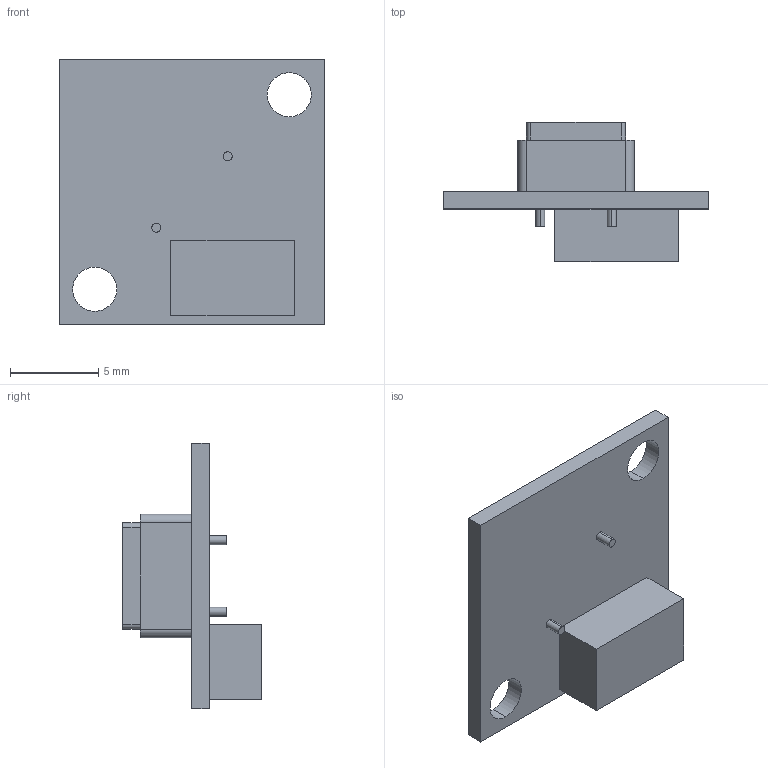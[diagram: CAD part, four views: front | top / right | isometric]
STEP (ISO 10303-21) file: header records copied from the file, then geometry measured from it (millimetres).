
FILE_DESCRIPTION (( 'STEP AP214' ), '1' );
FILE_NAME ('SP_KSSL_L15W15.STEP', '2019-07-03T16:17:48', ( '' ), ( '' ), 'SwSTEP 2.0', 'SolidWorks 2014', '' );
FILE_SCHEMA (( 'AUTOMOTIVE_DESIGN' ));
Length unit declared in the file: millimetre
Products named in the file (1): SP_KSSL_L15W15
Bounding box: 15 x 7.86 x 15 mm (x, y, z)
Volume: 469.6 mm3; surface area: 674.2 mm2
Topology: 1 solids, 1 shells, 93 faces, 249 edges, 166 vertices
Faces by surface type: plane 78, cylinder 15
Entity records: 3278 total; most frequent: CARTESIAN_POINT 509, ORIENTED_EDGE 498, DIRECTION 467, EDGE_CURVE 249, LINE 219, VECTOR 219, VERTEX_POINT 166, AXIS2_PLACEMENT_3D 124
